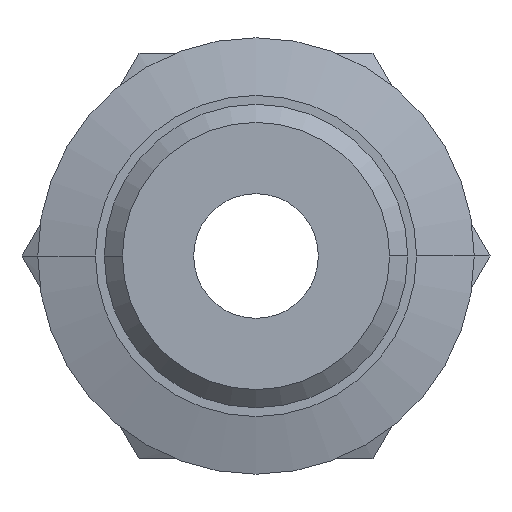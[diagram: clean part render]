
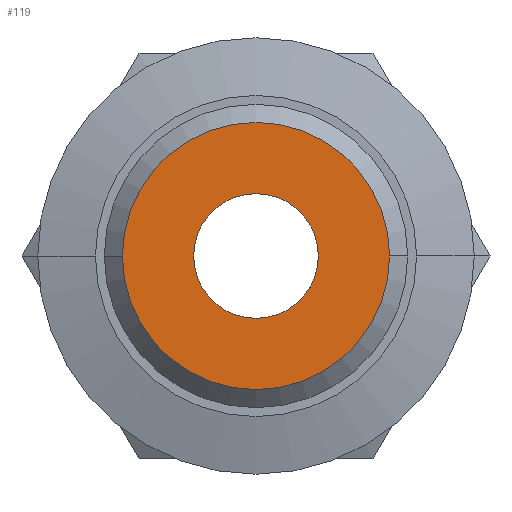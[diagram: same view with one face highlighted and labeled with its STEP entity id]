
A CAD part, front view. The second image highlights one B-rep face of the part: STEP entity #119.
In plain terms, the highlighted planar face has unit normal (0, -1, 0).
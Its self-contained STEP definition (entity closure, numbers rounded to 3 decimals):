
#119=ADVANCED_FACE('',(#274,#275),#276,.T.);
#274=FACE_BOUND('',#430,.T.);
#275=FACE_OUTER_BOUND('',#431,.T.);
#276=PLANE('',#432);
#430=EDGE_LOOP('',(#960,#961));
#431=EDGE_LOOP('',(#962,#963));
#432=AXIS2_PLACEMENT_3D('',#964,#965,#966);
#960=ORIENTED_EDGE('',*,*,#1030,.T.);
#961=ORIENTED_EDGE('',*,*,#1029,.T.);
#962=ORIENTED_EDGE('',*,*,#992,.F.);
#963=ORIENTED_EDGE('',*,*,#1114,.F.);
#964=CARTESIAN_POINT('',(-2.142,0.0,0.0));
#965=DIRECTION('',(0.0,-1.0,-0.0));
#966=DIRECTION('',(1.0,0.0,0.0));
#992=EDGE_CURVE('',#1167,#1169,#1170,.T.);
#1029=EDGE_CURVE('',#1237,#1241,#1243,.T.);
#1030=EDGE_CURVE('',#1241,#1237,#1244,.T.);
#1114=EDGE_CURVE('',#1169,#1167,#1360,.T.);
#1167=VERTEX_POINT('',#1427);
#1169=VERTEX_POINT('',#1430);
#1170=CIRCLE('',#1431,4.283);
#1237=VERTEX_POINT('',#1599);
#1241=VERTEX_POINT('',#1604);
#1243=CIRCLE('',#1607,2.0);
#1244=CIRCLE('',#1608,2.0);
#1360=CIRCLE('',#2176,4.283);
#1427=CARTESIAN_POINT('',(-4.283,0.0,0.0));
#1430=CARTESIAN_POINT('',(4.283,0.0,0.));
#1431=AXIS2_PLACEMENT_3D('',#2230,#2231,#2232);
#1599=CARTESIAN_POINT('',(2.0,0.0,0.));
#1604=CARTESIAN_POINT('',(-2.0,0.0,0.));
#1607=AXIS2_PLACEMENT_3D('',#2287,#2288,#2289);
#1608=AXIS2_PLACEMENT_3D('',#2290,#2291,#2292);
#2176=AXIS2_PLACEMENT_3D('',#2398,#2399,#2400);
#2230=CARTESIAN_POINT('',(0.0,0.0,0.0));
#2231=DIRECTION('',(0.0,1.0,0.0));
#2232=DIRECTION('',(-1.0,0.0,0.0));
#2287=CARTESIAN_POINT('',(0.0,0.0,0.0));
#2288=DIRECTION('',(-0.0,1.0,0.0));
#2289=DIRECTION('',(1.0,0.0,0.0));
#2290=CARTESIAN_POINT('',(0.0,0.0,0.0));
#2291=DIRECTION('',(-0.0,1.0,0.0));
#2292=DIRECTION('',(1.0,0.0,0.0));
#2398=CARTESIAN_POINT('',(0.0,0.0,0.0));
#2399=DIRECTION('',(0.0,1.0,0.0));
#2400=DIRECTION('',(-1.0,0.0,0.0));
